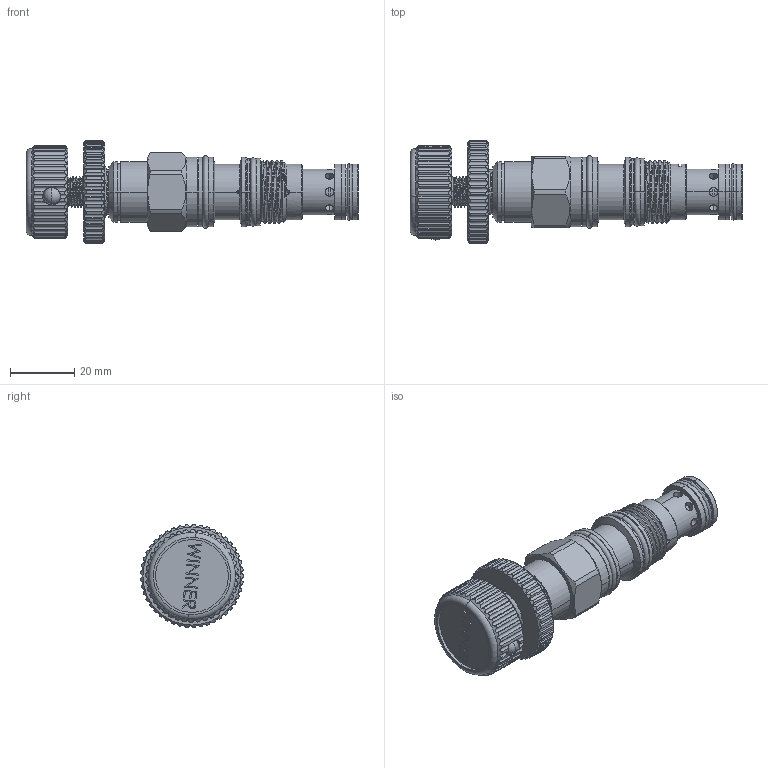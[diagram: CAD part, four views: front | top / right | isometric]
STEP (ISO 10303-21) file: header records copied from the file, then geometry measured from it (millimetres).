
FILE_DESCRIPTION (( 'STEP AP203' ), '1' );
FILE_NAME ('RV11A3B-K.STEP', '2020-03-24T06:17:48', ( '' ), ( '' ), 'SwSTEP 2.0', 'SolidWorks 2018', '' );
FILE_SCHEMA (( 'CONFIG_CONTROL_DESIGN' ));
Products named in the file (1): RV11A3B-K
Bounding box: 103.66 x 32.18 x 32.2 mm (x, y, z)
Volume: 34571.8 mm3; surface area: 16614.2 mm2
Topology: 10 solids, 12 shells, 944 faces, 2581 edges, 1636 vertices
Faces by surface type: cylinder 478, plane 219, cone 103, torus 79, bspline 61, sphere 4
Entity records: 64763 total; most frequent: CARTESIAN_POINT 42514, ORIENTED_EDGE 5094, DIRECTION 4158, EDGE_CURVE 2547, AXIS2_PLACEMENT_3D 1644, VERTEX_POINT 1630, EDGE_LOOP 997, FACE_OUTER_BOUND 944
